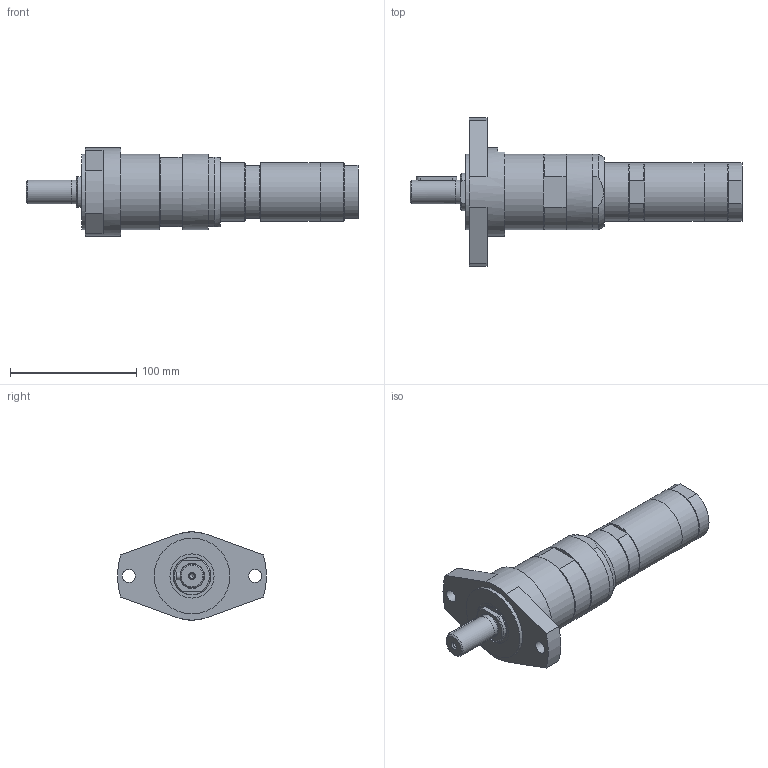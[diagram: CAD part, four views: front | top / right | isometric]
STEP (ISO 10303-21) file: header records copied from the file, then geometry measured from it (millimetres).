
FILE_DESCRIPTION(/* description */ (''),/* implementation_level */ '2;1');
FILE_NAME(/* name */ 'MRD 84-145 F100_60031647.stp',/* time_stamp */ '2018-08-29T10:21:07+02:00',/* author */ ('FLambert'),/* organization */ (''),/* preprocessor_version */ 'ST-DEVELOPER v17',/* originating_system */ 'Autodesk Inventor 2018',/* authorisation */ '');
FILE_SCHEMA (('AUTOMOTIVE_DESIGN { 1 0 10303 214 3 1 1 }'));
Length unit declared in the file: millimetre
Products named in the file (1): MRD 84-145 F100_60031647
Bounding box: 263 x 118 x 70 mm (x, y, z)
Volume: 554118.5 mm3; surface area: 60911.7 mm2
Topology: 1 solids, 4 shells, 237 faces, 618 edges, 411 vertices
Faces by surface type: plane 137, cylinder 57, cone 33, bspline 7, sphere 2, torus 1
Full cylindrical faces by diameter (mm): 1.55 x2, 3.6 x1, 4 x2, 4.134 x1, 5 x1, 5.5 x1, 10.3 x2, 11.445 x1, 18.631 x1, 18.8 x1, 19 x1, 29.95 x1, 35 x1, 42.089 x1, 46 x3, 46.5 x1, 55.178 x1, 60 x3, 70 x1
Entity records: 7758 total; most frequent: CARTESIAN_POINT 1556, DIRECTION 1243, ORIENTED_EDGE 1234, EDGE_CURVE 617, AXIS2_PLACEMENT_3D 460, VERTEX_POINT 411, LINE 323, VECTOR 323
